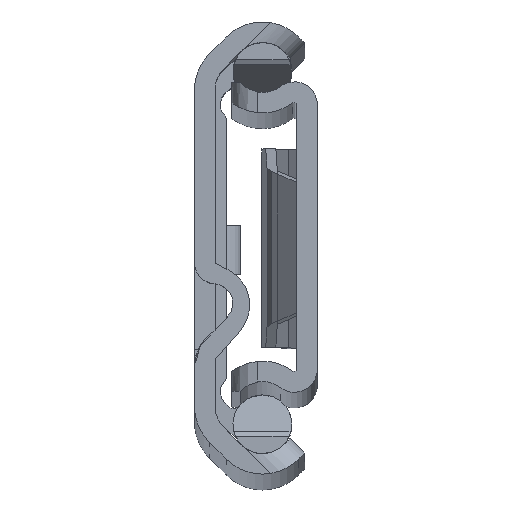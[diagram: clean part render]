
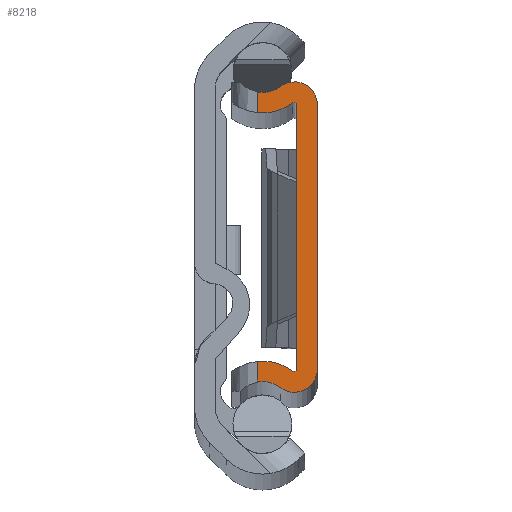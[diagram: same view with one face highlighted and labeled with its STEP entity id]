
A CAD part, top view. The second image highlights one B-rep face of the part: STEP entity #8218.
In plain terms, the highlighted planar face has unit normal (0, 0, 1).
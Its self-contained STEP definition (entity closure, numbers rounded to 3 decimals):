
#42 = CARTESIAN_POINT ( 'NONE',  ( -1.8, -10.32, 0. ) ) ;
#80 = LINE ( 'NONE', #2179, #4273 ) ;
#166 = CARTESIAN_POINT ( 'NONE',  ( -1.8, 10.32, 0. ) ) ;
#484 = DIRECTION ( 'NONE',  ( 0., 1., 0. ) ) ;
#509 = VECTOR ( 'NONE', #905, 1000. ) ;
#556 = EDGE_CURVE ( 'NONE', #4156, #2081, #7547, .T. ) ;
#588 = VERTEX_POINT ( 'NONE', #7511 ) ;
#905 = DIRECTION ( 'NONE',  ( 0., -1., 0. ) ) ;
#1231 = DIRECTION ( 'NONE',  ( 1., 0., 0. ) ) ;
#1273 = VERTEX_POINT ( 'NONE', #1786 ) ;
#1527 = CARTESIAN_POINT ( 'NONE',  ( 0., 10.32, 0. ) ) ;
#1656 = ORIENTED_EDGE ( 'NONE', *, *, #8280, .T. ) ;
#1712 = DIRECTION ( 'NONE',  ( 0., 0., 1. ) ) ;
#1786 = CARTESIAN_POINT ( 'NONE',  ( -1.92, -10.48, 0. ) ) ;
#1788 = CARTESIAN_POINT ( 'NONE',  ( -4.3, -13.67, 0. ) ) ;
#1830 = DIRECTION ( 'NONE',  ( 1., 0., 0. ) ) ;
#1848 = VECTOR ( 'NONE', #484, 1000. ) ;
#1893 = AXIS2_PLACEMENT_3D ( 'NONE', #6213, #10204, #1231 ) ;
#1992 = DIRECTION ( 'NONE',  ( 1., 0., 0. ) ) ;
#2081 = VERTEX_POINT ( 'NONE', #8088 ) ;
#2146 = CIRCLE ( 'NONE', #12775, 0.2 ) ;
#2179 = CARTESIAN_POINT ( 'NONE',  ( -1.6, 0., 0. ) ) ;
#2415 = EDGE_CURVE ( 'NONE', #5455, #588, #6534, .T. ) ;
#2446 = CARTESIAN_POINT ( 'NONE',  ( -4.7, 10.32, 0. ) ) ;
#2476 = EDGE_LOOP ( 'NONE', ( #7119, #7149, #10462, #2578, #12173, #3314, #1656, #10594, #5349, #11842, #10021, #9841 ) ) ;
#2578 = ORIENTED_EDGE ( 'NONE', *, *, #10848, .T. ) ;
#2851 = EDGE_CURVE ( 'NONE', #12090, #5455, #10667, .T. ) ;
#3027 = DIRECTION ( 'NONE',  ( 1., 0., 0. ) ) ;
#3067 = CIRCLE ( 'NONE', #3900, 2.38 ) ;
#3288 = CARTESIAN_POINT ( 'NONE',  ( -4.7, 9.71, 0. ) ) ;
#3314 = ORIENTED_EDGE ( 'NONE', *, *, #6381, .T. ) ;
#3421 = EDGE_CURVE ( 'NONE', #8824, #1273, #2146, .T. ) ;
#3502 = CARTESIAN_POINT ( 'NONE',  ( -1.6, 10.32, 0. ) ) ;
#3557 = DIRECTION ( 'NONE',  ( 0., -1., 0. ) ) ;
#3587 = EDGE_CURVE ( 'NONE', #1273, #12090, #4862, .T. ) ;
#3678 = CARTESIAN_POINT ( 'NONE',  ( -4.7, 10.32, 0. ) ) ;
#3731 = EDGE_CURVE ( 'NONE', #10575, #8824, #80, .T. ) ;
#3760 = VECTOR ( 'NONE', #3557, 1000. ) ;
#3843 = VERTEX_POINT ( 'NONE', #10612 ) ;
#3900 = AXIS2_PLACEMENT_3D ( 'NONE', #4609, #4672, #8653 ) ;
#4008 = CARTESIAN_POINT ( 'NONE',  ( -1.8, -10.32, 0. ) ) ;
#4146 = DIRECTION ( 'NONE',  ( 0., -1., 0. ) ) ;
#4156 = VERTEX_POINT ( 'NONE', #3288 ) ;
#4186 = AXIS2_PLACEMENT_3D ( 'NONE', #4008, #11962, #3027 ) ;
#4273 = VECTOR ( 'NONE', #4146, 1000. ) ;
#4425 = LINE ( 'NONE', #2446, #3760 ) ;
#4443 = CARTESIAN_POINT ( 'NONE',  ( -1.6, -10.32, 0. ) ) ;
#4609 = CARTESIAN_POINT ( 'NONE',  ( -4.3, 13.67, 0. ) ) ;
#4626 = VERTEX_POINT ( 'NONE', #8021 ) ;
#4672 = DIRECTION ( 'NONE',  ( 0., 0., -1. ) ) ;
#4862 = CIRCLE ( 'NONE', #8209, 3.98 ) ;
#4878 = CIRCLE ( 'NONE', #8224, 1.8 ) ;
#5140 = CARTESIAN_POINT ( 'NONE',  ( -4.7, -11.324, 0. ) ) ;
#5349 = ORIENTED_EDGE ( 'NONE', *, *, #556, .T. ) ;
#5455 = VERTEX_POINT ( 'NONE', #5140 ) ;
#6186 = CARTESIAN_POINT ( 'NONE',  ( -4.7, -9.71, 0. ) ) ;
#6213 = CARTESIAN_POINT ( 'NONE',  ( -4.3, 13.67, 0. ) ) ;
#6273 = CIRCLE ( 'NONE', #4186, 1.8 ) ;
#6357 = DIRECTION ( 'NONE',  ( 1., 0., 0. ) ) ;
#6381 = EDGE_CURVE ( 'NONE', #3843, #7288, #4878, .T. ) ;
#6480 = CARTESIAN_POINT ( 'NONE',  ( -2.877, 11.763, 0. ) ) ;
#6534 = CIRCLE ( 'NONE', #10310, 2.38 ) ;
#6904 = DIRECTION ( 'NONE',  ( 0., 0., -1. ) ) ;
#7092 = AXIS2_PLACEMENT_3D ( 'NONE', #11830, #1712, #1830 ) ;
#7108 = DIRECTION ( 'NONE',  ( 1., 0., 0. ) ) ;
#7119 = ORIENTED_EDGE ( 'NONE', *, *, #3587, .T. ) ;
#7149 = ORIENTED_EDGE ( 'NONE', *, *, #2851, .T. ) ;
#7288 = VERTEX_POINT ( 'NONE', #6480 ) ;
#7356 = EDGE_CURVE ( 'NONE', #2081, #10575, #9000, .T. ) ;
#7511 = CARTESIAN_POINT ( 'NONE',  ( -2.877, -11.763, 0. ) ) ;
#7547 = CIRCLE ( 'NONE', #1893, 3.98 ) ;
#7665 = PLANE ( 'NONE',  #7092 ) ;
#7848 = FACE_OUTER_BOUND ( 'NONE', #2476, .T. ) ;
#8021 = CARTESIAN_POINT ( 'NONE',  ( -4.7, 11.324, 0. ) ) ;
#8029 = VERTEX_POINT ( 'NONE', #12129 ) ;
#8088 = CARTESIAN_POINT ( 'NONE',  ( -1.92, 10.48, 0. ) ) ;
#8119 = EDGE_CURVE ( 'NONE', #4626, #4156, #4425, .T. ) ;
#8144 = DIRECTION ( 'NONE',  ( 0., 0., 1. ) ) ;
#8209 = AXIS2_PLACEMENT_3D ( 'NONE', #12517, #8607, #10581 ) ;
#8218 = ADVANCED_FACE ( 'NONE', ( #7848 ), #7665, .T. ) ;
#8224 = AXIS2_PLACEMENT_3D ( 'NONE', #166, #8144, #1992 ) ;
#8280 = EDGE_CURVE ( 'NONE', #7288, #4626, #3067, .T. ) ;
#8382 = DIRECTION ( 'NONE',  ( 0., 0., -1. ) ) ;
#8607 = DIRECTION ( 'NONE',  ( 0., 0., 1. ) ) ;
#8653 = DIRECTION ( 'NONE',  ( 1., 0., 0. ) ) ;
#8824 = VERTEX_POINT ( 'NONE', #4443 ) ;
#9000 = CIRCLE ( 'NONE', #12327, 0.2 ) ;
#9782 = DIRECTION ( 'NONE',  ( 0., 0., -1. ) ) ;
#9841 = ORIENTED_EDGE ( 'NONE', *, *, #3421, .T. ) ;
#10021 = ORIENTED_EDGE ( 'NONE', *, *, #3731, .T. ) ;
#10204 = DIRECTION ( 'NONE',  ( 0., 0., 1. ) ) ;
#10219 = CARTESIAN_POINT ( 'NONE',  ( -1.8, 10.32, 0. ) ) ;
#10310 = AXIS2_PLACEMENT_3D ( 'NONE', #1788, #9782, #11795 ) ;
#10430 = LINE ( 'NONE', #1527, #1848 ) ;
#10462 = ORIENTED_EDGE ( 'NONE', *, *, #2415, .T. ) ;
#10533 = EDGE_CURVE ( 'NONE', #8029, #3843, #10430, .T. ) ;
#10575 = VERTEX_POINT ( 'NONE', #3502 ) ;
#10581 = DIRECTION ( 'NONE',  ( 1., 0., 0. ) ) ;
#10594 = ORIENTED_EDGE ( 'NONE', *, *, #8119, .T. ) ;
#10612 = CARTESIAN_POINT ( 'NONE',  ( 0., 10.32, 0. ) ) ;
#10667 = LINE ( 'NONE', #3678, #509 ) ;
#10848 = EDGE_CURVE ( 'NONE', #588, #8029, #6273, .T. ) ;
#11795 = DIRECTION ( 'NONE',  ( 1., 0., 0. ) ) ;
#11830 = CARTESIAN_POINT ( 'NONE',  ( -1.8, 10.32, 0. ) ) ;
#11842 = ORIENTED_EDGE ( 'NONE', *, *, #7356, .T. ) ;
#11962 = DIRECTION ( 'NONE',  ( 0., 0., 1. ) ) ;
#12090 = VERTEX_POINT ( 'NONE', #6186 ) ;
#12129 = CARTESIAN_POINT ( 'NONE',  ( 0., -10.32, 0. ) ) ;
#12173 = ORIENTED_EDGE ( 'NONE', *, *, #10533, .T. ) ;
#12327 = AXIS2_PLACEMENT_3D ( 'NONE', #10219, #8382, #6357 ) ;
#12517 = CARTESIAN_POINT ( 'NONE',  ( -4.3, -13.67, 0. ) ) ;
#12775 = AXIS2_PLACEMENT_3D ( 'NONE', #42, #6904, #7108 ) ;
